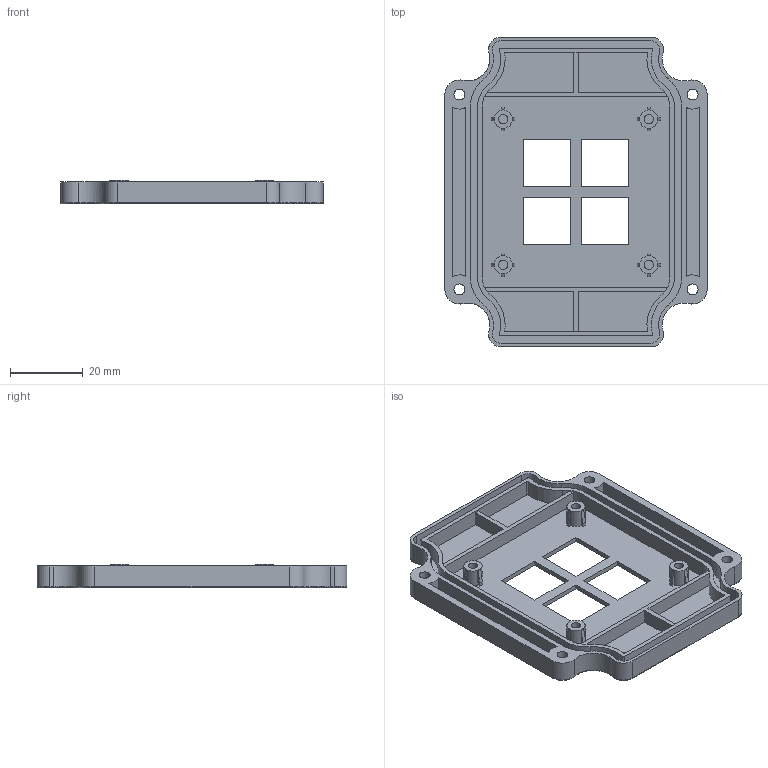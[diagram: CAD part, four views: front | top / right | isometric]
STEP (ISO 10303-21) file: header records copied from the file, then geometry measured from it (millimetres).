
FILE_DESCRIPTION (( 'STEP AP214' ), '1' );
FILE_NAME ('mathienthi.STEP', '2020-08-29T04:21:04', ( '' ), ( '' ), 'SwSTEP 2.0', 'SolidWorks 2019', '' );
FILE_SCHEMA (( 'AUTOMOTIVE_DESIGN' ));
Length unit declared in the file: millimetre
Products named in the file (1): mathienthi
Bounding box: 72 x 85 x 6.5 mm (x, y, z)
Volume: 11781.8 mm3; surface area: 17780.7 mm2
Topology: 1 solids, 1 shells, 288 faces, 776 edges, 508 vertices
Faces by surface type: cylinder 136, plane 108, torus 24, cone 20
Entity records: 9242 total; most frequent: DIRECTION 1670, CARTESIAN_POINT 1669, ORIENTED_EDGE 1552, EDGE_CURVE 776, AXIS2_PLACEMENT_3D 637, VERTEX_POINT 508, LINE 396, VECTOR 396
